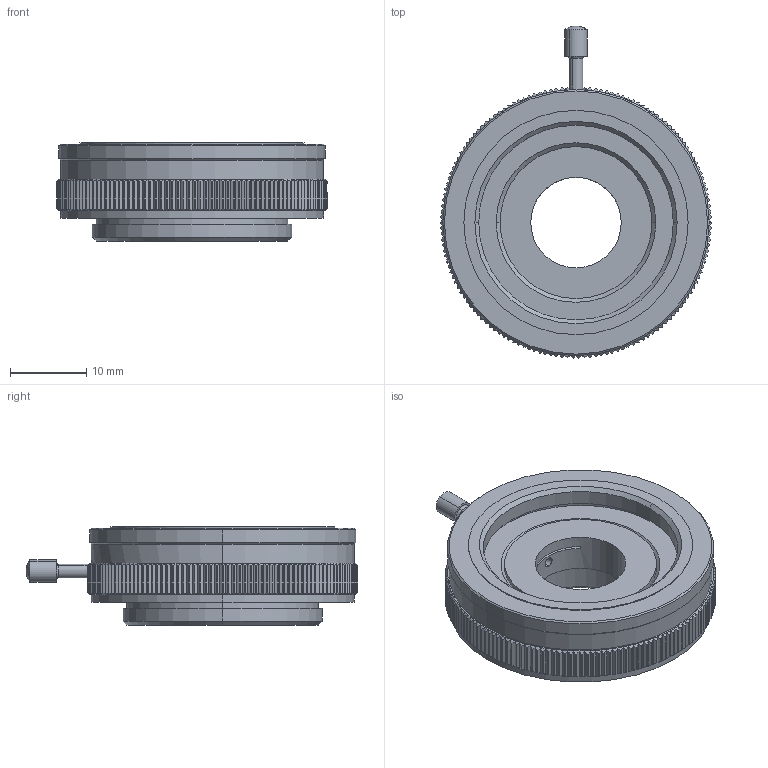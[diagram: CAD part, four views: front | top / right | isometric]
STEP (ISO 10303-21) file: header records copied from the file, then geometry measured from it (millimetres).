
FILE_DESCRIPTION (( 'STEP AP203' ), '1' );
FILE_NAME ('CDAD1-A.STEP', '2025-06-27T08:11:06', ( '' ), ( '' ), 'SwSTEP 2.0', 'SolidWorks 2020', '' );
FILE_SCHEMA (( 'CONFIG_CONTROL_DESIGN' ));
Length unit declared in the file: millimetre
Products named in the file (1): CDAD1-A
Bounding box: 35.6 x 43.65 x 12.9 mm (x, y, z)
Volume: 7470 mm3; surface area: 8011.9 mm2
Topology: 5 solids, 5 shells, 617 faces, 1935 edges, 1359 vertices
Faces by surface type: plane 357, cylinder 211, cone 35, bspline 10, torus 2, sphere 2
Entity records: 25308 total; most frequent: CARTESIAN_POINT 8871, ORIENTED_EDGE 3870, DIRECTION 2883, EDGE_CURVE 1935, VERTEX_POINT 1359, AXIS2_PLACEMENT_3D 1057, LINE 769, VECTOR 769
